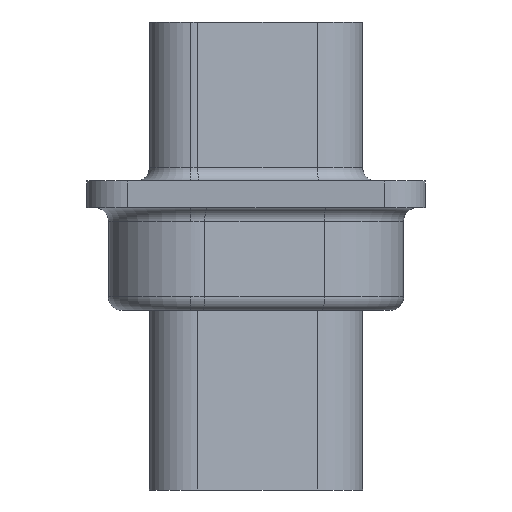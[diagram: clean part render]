
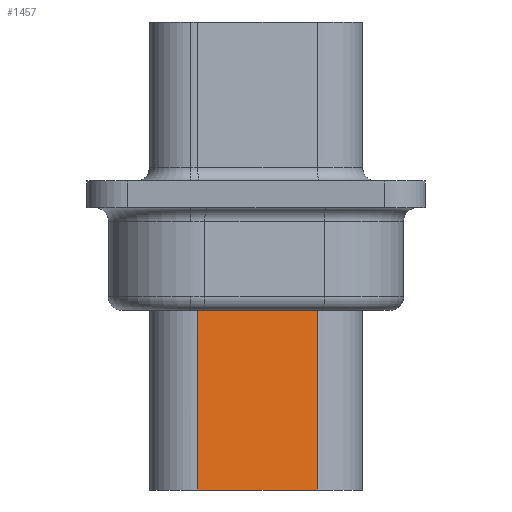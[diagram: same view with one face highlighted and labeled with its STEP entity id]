
A CAD part, left-side view. The second image highlights one B-rep face of the part: STEP entity #1457.
In plain terms, the highlighted planar face has unit normal (-0.985, -0.174, 0).
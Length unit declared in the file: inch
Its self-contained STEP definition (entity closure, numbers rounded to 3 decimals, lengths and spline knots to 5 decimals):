
#279 = ORIENTED_EDGE ( 'NONE', *, *, #1573, .F. ) ;
#644 = VERTEX_POINT ( 'NONE', #1976 ) ;
#696 = EDGE_LOOP ( 'NONE', ( #2037, #279, #3931, #7028 ) ) ;
#1403 = DIRECTION ( 'NONE',  ( -0.174, 0.985, 0. ) ) ;
#1457 = ADVANCED_FACE ( 'NONE', ( #6108 ), #3347, .F. ) ;
#1573 = EDGE_CURVE ( 'NONE', #2981, #6396, #2528, .T. ) ;
#1976 = CARTESIAN_POINT ( 'NONE',  ( -0.28674, -0.08939, -0.1495 ) ) ;
#2037 = ORIENTED_EDGE ( 'NONE', *, *, #3008, .T. ) ;
#2353 = EDGE_CURVE ( 'NONE', #3803, #644, #2583, .T. ) ;
#2380 = CARTESIAN_POINT ( 'NONE',  ( -0.3175, 0.08508, -0.1495 ) ) ;
#2528 = LINE ( 'NONE', #4073, #5772 ) ;
#2580 = DIRECTION ( 'NONE',  ( 0., 0., 1. ) ) ;
#2583 = LINE ( 'NONE', #8265, #4307 ) ;
#2981 = VERTEX_POINT ( 'NONE', #3992 ) ;
#3008 = EDGE_CURVE ( 'NONE', #644, #6396, #4795, .T. ) ;
#3347 = PLANE ( 'NONE',  #5793 ) ;
#3370 = VECTOR ( 'NONE', #6907, 39.37008 ) ;
#3401 = LINE ( 'NONE', #9122, #3370 ) ;
#3441 = DIRECTION ( 'NONE',  ( 0.985, 0.174, 0. ) ) ;
#3803 = VERTEX_POINT ( 'NONE', #7321 ) ;
#3931 = ORIENTED_EDGE ( 'NONE', *, *, #4060, .F. ) ;
#3992 = CARTESIAN_POINT ( 'NONE',  ( -0.3175, 0.08508, -0.4315 ) ) ;
#4060 = EDGE_CURVE ( 'NONE', #3803, #2981, #3401, .T. ) ;
#4073 = CARTESIAN_POINT ( 'NONE',  ( -0.3175, 0.08508, -1.40221 ) ) ;
#4307 = VECTOR ( 'NONE', #8777, 39.37008 ) ;
#4364 = CARTESIAN_POINT ( 'NONE',  ( -0.3175, 0.08508, -0.1495 ) ) ;
#4695 = CARTESIAN_POINT ( 'NONE',  ( -0.28674, -0.08939, -1.40221 ) ) ;
#4795 = LINE ( 'NONE', #2380, #7423 ) ;
#5772 = VECTOR ( 'NONE', #2580, 39.37008 ) ;
#5793 = AXIS2_PLACEMENT_3D ( 'NONE', #4695, #3441, #1403 ) ;
#6108 = FACE_OUTER_BOUND ( 'NONE', #696, .T. ) ;
#6396 = VERTEX_POINT ( 'NONE', #4364 ) ;
#6907 = DIRECTION ( 'NONE',  ( -0.174, 0.985, 0. ) ) ;
#7028 = ORIENTED_EDGE ( 'NONE', *, *, #2353, .T. ) ;
#7321 = CARTESIAN_POINT ( 'NONE',  ( -0.28674, -0.08939, -0.4315 ) ) ;
#7423 = VECTOR ( 'NONE', #7577, 39.37008 ) ;
#7577 = DIRECTION ( 'NONE',  ( -0.174, 0.985, 0. ) ) ;
#8265 = CARTESIAN_POINT ( 'NONE',  ( -0.28674, -0.08939, -1.40221 ) ) ;
#8777 = DIRECTION ( 'NONE',  ( 0., 0., 1. ) ) ;
#9122 = CARTESIAN_POINT ( 'NONE',  ( -0.28674, -0.08939, -0.4315 ) ) ;
